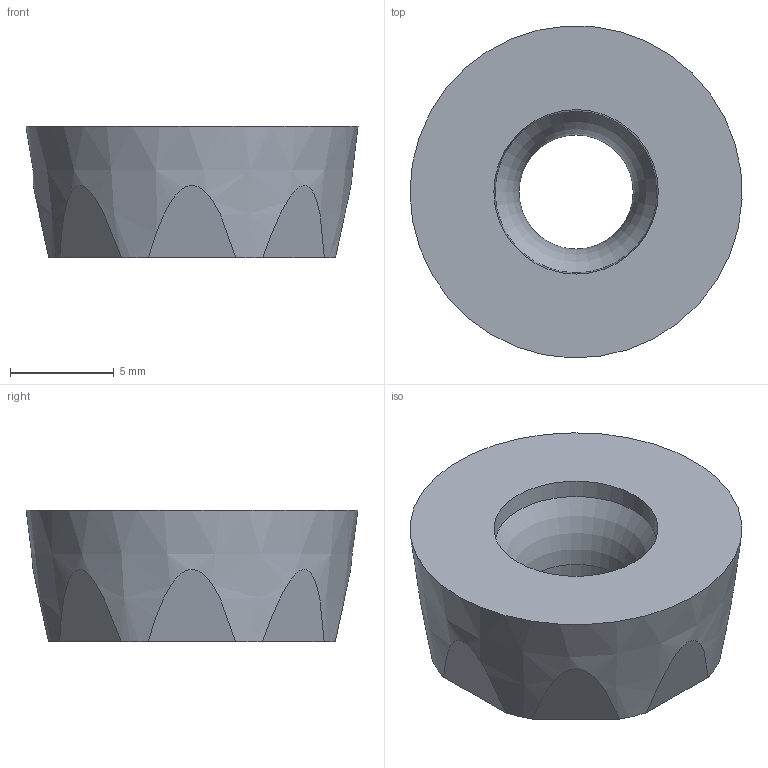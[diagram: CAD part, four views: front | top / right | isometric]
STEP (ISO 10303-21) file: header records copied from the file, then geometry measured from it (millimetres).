
FILE_DESCRIPTION(/* description */ (''),/* implementation_level */ '2;1');
FILE_NAME(/* name */ '1539594471951.stp',/* time_stamp */ '2018-10-15T11:08:08+02:00',/* author */ (''),/* organization */ ('SMS'),/* preprocessor_version */ 'ST-DEVELOPER v15',/* originating_system */ 'SIEMENS PLM Software NX 8.5',/* authorisation */ '');
FILE_SCHEMA (('AUTOMOTIVE_DESIGN { 1 0 10303 214 3 1 1 1 }'));
Length unit declared in the file: millimetre
Products named in the file (1): 201924038mod000_00
Bounding box: 15.99 x 15.98 x 6.35 mm (x, y, z)
Volume: 951.7 mm3; surface area: 720.4 mm2
Topology: 1 solids, 1 shells, 14 faces, 35 edges, 25 vertices
Faces by surface type: plane 10, cone 2, torus 1, cylinder 1
Full cylindrical faces by diameter (mm): 5.5 x1
Entity records: 495 total; most frequent: CARTESIAN_POINT 104, DIRECTION 84, ORIENTED_EDGE 58, AXIS2_PLACEMENT_3D 38, EDGE_CURVE 29, VERTEX_POINT 21, EDGE_LOOP 20, ADVANCED_FACE 14
